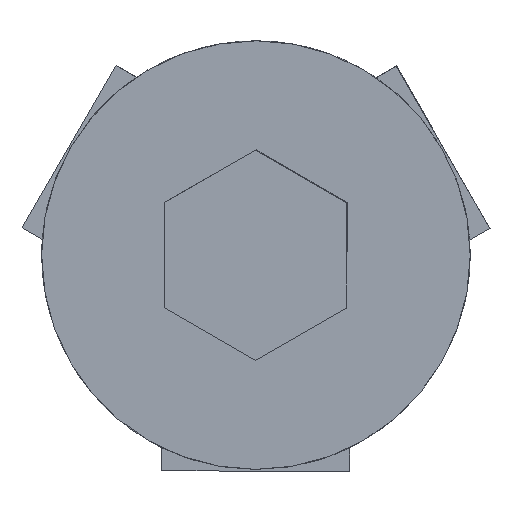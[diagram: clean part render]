
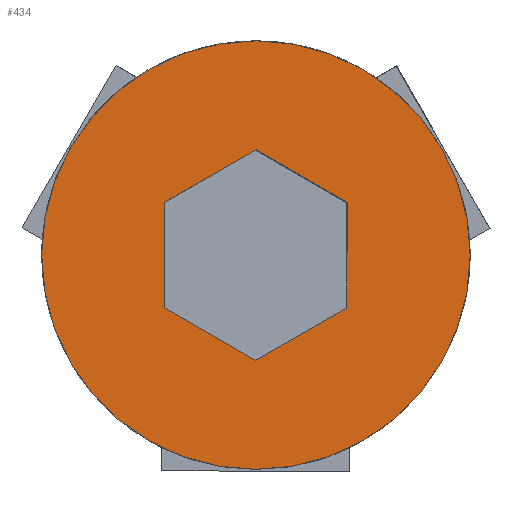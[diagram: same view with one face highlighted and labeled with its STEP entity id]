
A CAD part, front view. The second image highlights one B-rep face of the part: STEP entity #434.
In plain terms, the highlighted planar face has unit normal (0, -1, 0).
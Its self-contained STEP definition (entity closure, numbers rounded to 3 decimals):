
#123=CARTESIAN_POINT('',(-16.596,-89.363,10.389));
#124=VERTEX_POINT('',#123);
#125=CARTESIAN_POINT('',(-16.595,-89.363,11.371));
#126=VERTEX_POINT('',#125);
#127=CARTESIAN_POINT('',(-16.596,-89.363,10.389));
#128=DIRECTION('',(0.002,0.,1.));
#129=VECTOR('',#128,0.982);
#130=LINE('',#127,#129);
#131=EDGE_CURVE('',#124,#126,#130,.T.);
#163=CARTESIAN_POINT('',(-15.747,-89.363,9.897));
#164=VERTEX_POINT('',#163);
#165=CARTESIAN_POINT('',(-15.747,-89.363,9.897));
#166=DIRECTION('',(-0.865,0.,0.501));
#167=VECTOR('',#166,0.982);
#168=LINE('',#165,#167);
#169=EDGE_CURVE('',#164,#124,#168,.T.);
#194=CARTESIAN_POINT('',(-14.896,-89.363,10.386));
#195=VERTEX_POINT('',#194);
#196=CARTESIAN_POINT('',(-14.896,-89.363,10.386));
#197=DIRECTION('',(-0.867,0.,-0.499));
#198=VECTOR('',#197,0.982);
#199=LINE('',#196,#198);
#200=EDGE_CURVE('',#195,#164,#199,.T.);
#225=CARTESIAN_POINT('',(-14.895,-89.364,11.368));
#226=VERTEX_POINT('',#225);
#227=CARTESIAN_POINT('',(-14.895,-89.364,11.368));
#228=DIRECTION('',(-0.002,0.,-1.));
#229=VECTOR('',#228,0.982);
#230=LINE('',#227,#229);
#231=EDGE_CURVE('',#226,#195,#230,.T.);
#256=CARTESIAN_POINT('',(-15.744,-89.364,11.86));
#257=VERTEX_POINT('',#256);
#258=CARTESIAN_POINT('',(-15.744,-89.364,11.86));
#259=DIRECTION('',(0.865,0.,-0.501));
#260=VECTOR('',#259,0.982);
#261=LINE('',#258,#260);
#262=EDGE_CURVE('',#257,#226,#261,.T.);
#287=CARTESIAN_POINT('',(-16.595,-89.363,11.371));
#288=DIRECTION('',(0.867,0.,0.499));
#289=VECTOR('',#288,0.982);
#290=LINE('',#287,#289);
#291=EDGE_CURVE('',#126,#257,#290,.T.);
#364=CARTESIAN_POINT('',(-14.015,-89.363,9.876));
#365=VERTEX_POINT('',#364);
#372=CARTESIAN_POINT('',(-14.743,-89.364,12.609));
#373=VERTEX_POINT('',#372);
#374=CARTESIAN_POINT('',(-15.746,-89.363,10.879));
#375=DIRECTION('',(0.,-1.,0.));
#376=DIRECTION('',(0.501,0.,0.865));
#377=AXIS2_PLACEMENT_3D('',#374,#375,#376);
#378=CIRCLE('',#377,2.);
#379=EDGE_CURVE('',#373,#365,#378,.T.);
#381=CARTESIAN_POINT('',(-15.746,-89.363,10.879));
#382=DIRECTION('',(0.,-1.,0.));
#383=DIRECTION('',(0.501,0.,0.865));
#384=AXIS2_PLACEMENT_3D('',#381,#382,#383);
#385=CIRCLE('',#384,2.);
#386=EDGE_CURVE('',#365,#373,#385,.T.);
#417=CARTESIAN_POINT('',(-32.172,-89.358,7.136));
#418=DIRECTION('',(0.,-1.,0.));
#419=DIRECTION('',(0.501,0.,0.865));
#420=AXIS2_PLACEMENT_3D('',#417,#418,#419);
#421=PLANE('',#420);
#422=ORIENTED_EDGE('',*,*,#169,.T.);
#423=ORIENTED_EDGE('',*,*,#131,.T.);
#424=ORIENTED_EDGE('',*,*,#291,.T.);
#425=ORIENTED_EDGE('',*,*,#262,.T.);
#426=ORIENTED_EDGE('',*,*,#231,.T.);
#427=ORIENTED_EDGE('',*,*,#200,.T.);
#428=EDGE_LOOP('',(#422,#423,#424,#425,#426,#427));
#429=FACE_BOUND('',#428,.T.);
#430=ORIENTED_EDGE('',*,*,#379,.T.);
#431=ORIENTED_EDGE('',*,*,#386,.T.);
#432=EDGE_LOOP('',(#430,#431));
#433=FACE_BOUND('',#432,.T.);
#434=ADVANCED_FACE('',(#429,#433),#421,.T.);
